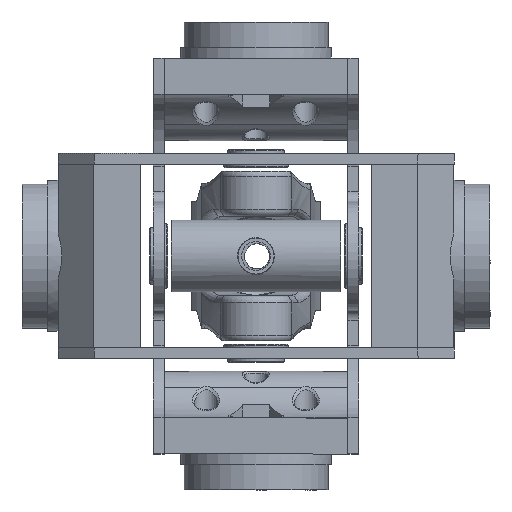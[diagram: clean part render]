
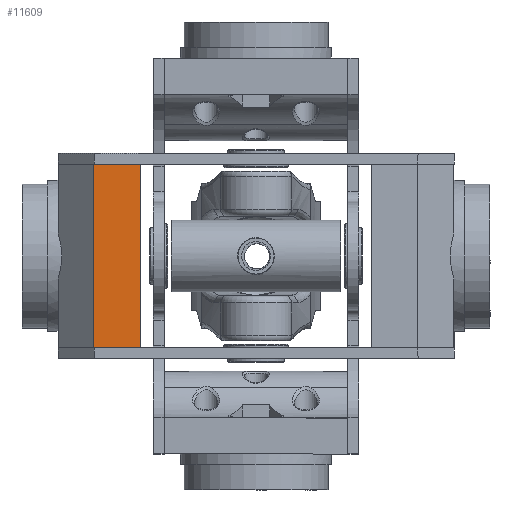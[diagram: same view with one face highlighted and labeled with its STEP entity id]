
A CAD part, front view. The second image highlights one B-rep face of the part: STEP entity #11609.
In plain terms, the highlighted planar face has unit normal (0, -1, 0).
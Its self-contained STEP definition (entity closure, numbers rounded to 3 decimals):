
#1235=PLANE('',#12831);
#1767=FACE_OUTER_BOUND('',#2594,.T.);
#2594=EDGE_LOOP('',(#9991,#9992,#9993,#9994));
#3305=LINE('',#30076,#4036);
#3322=LINE('',#30139,#4053);
#3380=LINE('',#31023,#4111);
#3384=LINE('',#31039,#4115);
#4036=VECTOR('',#15085,10.);
#4053=VECTOR('',#15148,10.);
#4111=VECTOR('',#15354,10.);
#4115=VECTOR('',#15376,10.);
#5641=VERTEX_POINT('',#30073);
#5642=VERTEX_POINT('',#30075);
#5664=VERTEX_POINT('',#30136);
#5665=VERTEX_POINT('',#30138);
#7053=EDGE_CURVE('',#5642,#5641,#3305,.T.);
#7084=EDGE_CURVE('',#5664,#5665,#3322,.T.);
#7202=EDGE_CURVE('',#5641,#5665,#3380,.T.);
#7207=EDGE_CURVE('',#5642,#5664,#3384,.T.);
#9991=ORIENTED_EDGE('',*,*,#7053,.T.);
#9992=ORIENTED_EDGE('',*,*,#7202,.T.);
#9993=ORIENTED_EDGE('',*,*,#7084,.F.);
#9994=ORIENTED_EDGE('',*,*,#7207,.F.);
#11609=ADVANCED_FACE('',(#1767),#1235,.T.);
#12831=AXIS2_PLACEMENT_3D('',#31051,#15394,#15395);
#15085=DIRECTION('',(0.,0.,-1.));
#15148=DIRECTION('',(0.,0.,-1.));
#15354=DIRECTION('',(1.,0.,0.));
#15376=DIRECTION('',(1.,0.,0.));
#15394=DIRECTION('center_axis',(0.,-1.,0.));
#15395=DIRECTION('ref_axis',(0.,0.,
-1.));
#30073=CARTESIAN_POINT('',(-25.5,1.,33.6));
#30075=CARTESIAN_POINT('',(-25.5,1.,46.6));
#30076=CARTESIAN_POINT('',(-25.5,1.,46.6));
#30136=CARTESIAN_POINT('',(25.5,1.,46.6));
#30138=CARTESIAN_POINT('',(25.5,1.,33.6));
#30139=CARTESIAN_POINT('',(25.5,1.,46.6));
#31023=CARTESIAN_POINT('',(-25.5,1.,33.6));
#31039=CARTESIAN_POINT('',(-25.5,1.,46.6));
#31051=CARTESIAN_POINT('Origin',(-25.5,1.,46.6));
